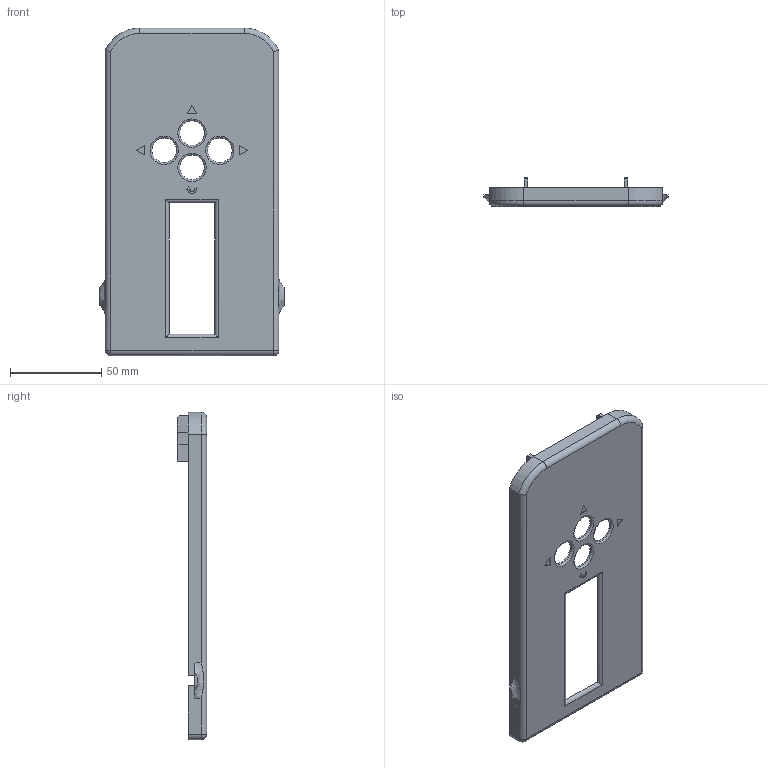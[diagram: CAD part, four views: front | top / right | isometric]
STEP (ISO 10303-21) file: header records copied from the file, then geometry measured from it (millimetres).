
FILE_DESCRIPTION(/* description */ (''),/* implementation_level */ '2;1');
FILE_NAME(/* name */ 'Case_Top.step',/* time_stamp */ '2017-06-28T00:18:40+02:00',/* author */ (''),/* organization */ (''),/* preprocessor_version */ 'ST-DEVELOPER v16.13',/* originating_system */ 'Autodesk Translation Framework v6.1.1.50',/* authorisation */ '');
FILE_SCHEMA (('AUTOMOTIVE_DESIGN { 1 0 10303 214 3 1 1 }'));
Length unit declared in the file: millimetre
Products named in the file (1): TCase2_Simplified v19
Bounding box: 101.26 x 16.05 x 179.88 mm (x, y, z)
Volume: 38304.9 mm3; surface area: 41398.9 mm2
Topology: 1 solids, 1 shells, 143 faces, 361 edges, 232 vertices
Faces by surface type: plane 105, cylinder 28, torus 6, sphere 2, bspline 2
Full cylindrical faces by diameter (mm): 5.2 x4, 8.26 x4, 13.53 x4
Entity records: 4470 total; most frequent: CARTESIAN_POINT 936, ORIENTED_EDGE 692, DIRECTION 674, EDGE_CURVE 344, LINE 274, VECTOR 274, VERTEX_POINT 232, AXIS2_PLACEMENT_3D 200
